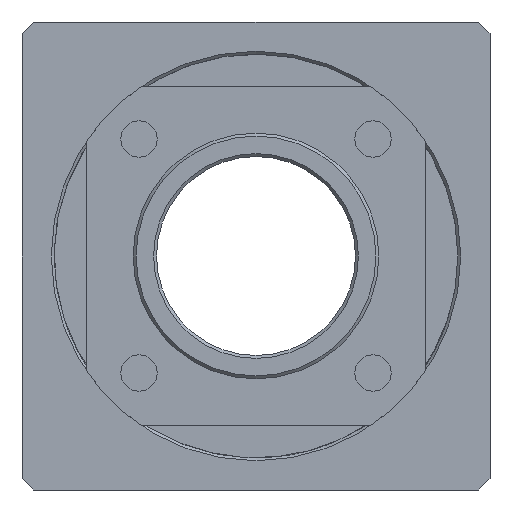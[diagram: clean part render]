
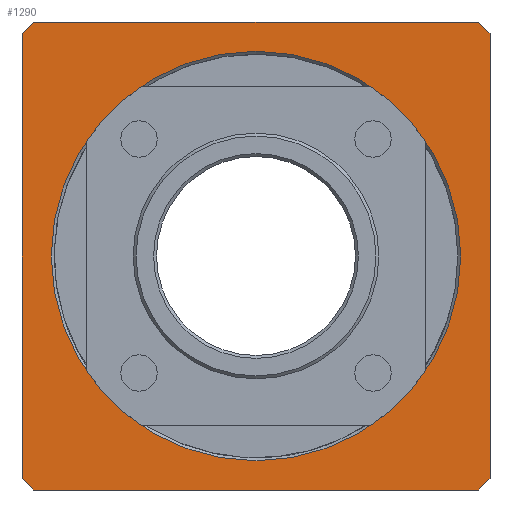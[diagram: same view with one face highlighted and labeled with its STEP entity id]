
A CAD part, front view. The second image highlights one B-rep face of the part: STEP entity #1290.
In plain terms, the highlighted planar face has unit normal (0, -1, 0).
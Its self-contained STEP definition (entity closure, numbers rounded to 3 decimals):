
#73=LINE($,#2352,#153);
#74=LINE($,#2354,#154);
#75=LINE($,#2356,#155);
#76=LINE($,#2358,#156);
#77=LINE($,#2360,#157);
#78=LINE($,#2362,#158);
#79=LINE($,#2364,#159);
#80=LINE($,#2365,#160);
#153=VECTOR($,#1704,2.828);
#154=VECTOR($,#1705,76.);
#155=VECTOR($,#1706,2.828);
#156=VECTOR($,#1707,76.);
#157=VECTOR($,#1708,2.828);
#158=VECTOR($,#1709,76.);
#159=VECTOR($,#1710,2.828);
#160=VECTOR($,#1711,76.);
#194=PLANE($,#1418);
#259=FACE_BOUND($,#447,.T.);
#337=FACE_OUTER_BOUND($,#446,.T.);
#446=EDGE_LOOP($,(#1058,#1059,#1060,#1061,#1062,#1063,#1064,#1065));
#447=EDGE_LOOP($,(#1066));
#528=CIRCLE($,#1417,35.);
#630=VERTEX_POINT($,#2347);
#631=VERTEX_POINT($,#2350);
#632=VERTEX_POINT($,#2351);
#633=VERTEX_POINT($,#2353);
#634=VERTEX_POINT($,#2355);
#635=VERTEX_POINT($,#2357);
#636=VERTEX_POINT($,#2359);
#637=VERTEX_POINT($,#2361);
#638=VERTEX_POINT($,#2363);
#780=EDGE_CURVE($,#630,#630,#528,.T.);
#781=EDGE_CURVE($,#631,#632,#73,.T.);
#782=EDGE_CURVE($,#631,#633,#74,.T.);
#783=EDGE_CURVE($,#634,#633,#75,.T.);
#784=EDGE_CURVE($,#634,#635,#76,.T.);
#785=EDGE_CURVE($,#636,#635,#77,.T.);
#786=EDGE_CURVE($,#636,#637,#78,.T.);
#787=EDGE_CURVE($,#638,#637,#79,.T.);
#788=EDGE_CURVE($,#638,#632,#80,.T.);
#1058=ORIENTED_EDGE($,*,*,#781,.F.);
#1059=ORIENTED_EDGE($,*,*,#782,.T.);
#1060=ORIENTED_EDGE($,*,*,#783,.F.);
#1061=ORIENTED_EDGE($,*,*,#784,.T.);
#1062=ORIENTED_EDGE($,*,*,#785,.F.);
#1063=ORIENTED_EDGE($,*,*,#786,.T.);
#1064=ORIENTED_EDGE($,*,*,#787,.F.);
#1065=ORIENTED_EDGE($,*,*,#788,.T.);
#1066=ORIENTED_EDGE($,*,*,#780,.F.);
#1290=ADVANCED_FACE($,(#337,#259),#194,.T.);
#1417=AXIS2_PLACEMENT_3D($,#2348,#1700,#1701);
#1418=AXIS2_PLACEMENT_3D($,#2349,#1702,#1703);
#1700=DIRECTION('center_axis',(0.,-1.,0.));
#1701=DIRECTION('ref_axis',(-1.,0.,0.));
#1702=DIRECTION('center_axis',(0.,-1.,0.));
#1703=DIRECTION('ref_axis',(0.,0.,-1.));
#1704=DIRECTION($,(0.707,0.,-0.707));
#1705=DIRECTION($,(-1.,0.,0.));
#1706=DIRECTION($,(0.707,0.,0.707));
#1707=DIRECTION($,(0.,0.,-1.));
#1708=DIRECTION($,(-0.707,0.,0.707));
#1709=DIRECTION($,(1.,0.,0.));
#1710=DIRECTION($,(-0.707,0.,-0.707));
#1711=DIRECTION($,(0.,0.,1.));
#2347=CARTESIAN_POINT('',(35.,0.,0.));
#2348=CARTESIAN_POINT('Origin',(0.,0.,0.));
#2349=CARTESIAN_POINT('Origin',(34.75,0.,0.));
#2350=CARTESIAN_POINT('',(38.,0.,40.));
#2351=CARTESIAN_POINT('',(40.,0.,38.));
#2352=CARTESIAN_POINT($,(47.688,0.,30.313));
#2353=CARTESIAN_POINT('',(-38.,0.,40.));
#2354=CARTESIAN_POINT($,(49.096,0.,40.));
#2355=CARTESIAN_POINT('',(-40.,0.,38.));
#2356=CARTESIAN_POINT($,(-30.313,0.,47.688));
#2357=CARTESIAN_POINT('',(-40.,0.,-38.));
#2358=CARTESIAN_POINT($,(-40.,0.,31.721));
#2359=CARTESIAN_POINT('',(-38.,0.,-40.));
#2360=CARTESIAN_POINT($,(-30.312,0.,-47.688));
#2361=CARTESIAN_POINT('',(38.,0.,-40.));
#2362=CARTESIAN_POINT($,(-14.346,0.,-40.));
#2363=CARTESIAN_POINT('',(40.,0.,-38.));
#2364=CARTESIAN_POINT($,(47.688,0.,-30.313));
#2365=CARTESIAN_POINT($,(40.,0.,-31.721));
